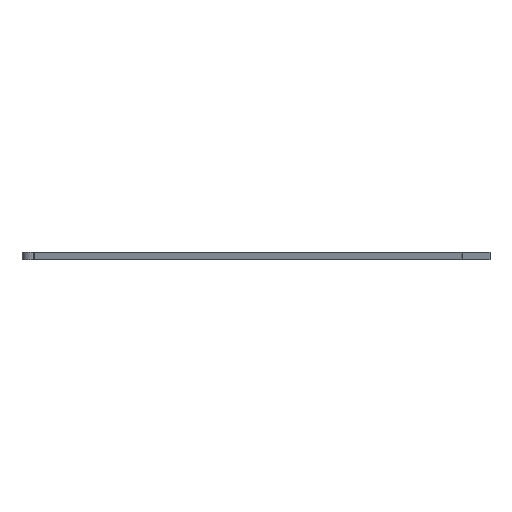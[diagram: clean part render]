
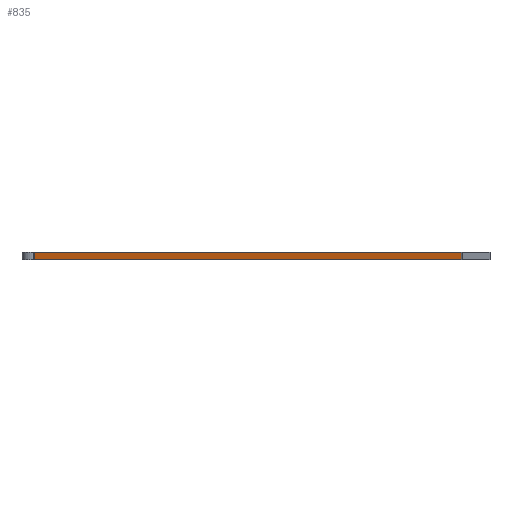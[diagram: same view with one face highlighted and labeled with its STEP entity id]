
A CAD part, left-side view. The second image highlights one B-rep face of the part: STEP entity #835.
In plain terms, the highlighted planar face has unit normal (-0.932, 0.363, 0).
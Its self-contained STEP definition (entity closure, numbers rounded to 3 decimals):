
#5 = VECTOR ( 'NONE', #1181, 1000. ) ;
#20 = EDGE_CURVE ( 'NONE', #1133, #734, #375, .T. ) ;
#26 = CARTESIAN_POINT ( 'NONE',  ( -1910.168, 653.618, 6. ) ) ;
#34 = AXIS2_PLACEMENT_3D ( 'NONE', #167, #172, #660 ) ;
#85 = PLANE ( 'NONE',  #34 ) ;
#88 = CARTESIAN_POINT ( 'NONE',  ( -1879.416, 732.518, 0. ) ) ;
#167 = CARTESIAN_POINT ( 'NONE',  ( -1879.416, 732.518, 6. ) ) ;
#172 = DIRECTION ( 'NONE',  ( 0.932, -0.363, 0. ) ) ;
#210 = ORIENTED_EDGE ( 'NONE', *, *, #816, .T. ) ;
#213 = LINE ( 'NONE', #88, #5 ) ;
#225 = CARTESIAN_POINT ( 'NONE',  ( -2047.812, 300.467, 6. ) ) ;
#228 = ORIENTED_EDGE ( 'NONE', *, *, #20, .F. ) ;
#287 = VECTOR ( 'NONE', #1213, 1000. ) ;
#355 = CARTESIAN_POINT ( 'NONE',  ( -2047.812, 300.467, 0. ) ) ;
#360 = CARTESIAN_POINT ( 'NONE',  ( -1910.168, 653.618, 6. ) ) ;
#370 = CARTESIAN_POINT ( 'NONE',  ( -2047.812, 300.467, 6. ) ) ;
#375 = LINE ( 'NONE', #370, #419 ) ;
#407 = ORIENTED_EDGE ( 'NONE', *, *, #685, .F. ) ;
#419 = VECTOR ( 'NONE', #1237, 1000. ) ;
#437 = CARTESIAN_POINT ( 'NONE',  ( -1879.416, 732.518, 6. ) ) ;
#660 = DIRECTION ( 'NONE',  ( 0.363, 0.932, 0. ) ) ;
#685 = EDGE_CURVE ( 'NONE', #1231, #1133, #838, .T. ) ;
#734 = VERTEX_POINT ( 'NONE', #355 ) ;
#769 = VECTOR ( 'NONE', #1134, 1000. ) ;
#816 = EDGE_CURVE ( 'NONE', #1231, #819, #844, .T. ) ;
#819 = VERTEX_POINT ( 'NONE', #1251 ) ;
#835 = ADVANCED_FACE ( 'NONE', ( #946 ), #85, .F. ) ;
#838 = LINE ( 'NONE', #437, #287 ) ;
#844 = LINE ( 'NONE', #360, #769 ) ;
#938 = EDGE_CURVE ( 'NONE', #819, #734, #213, .T. ) ;
#946 = FACE_OUTER_BOUND ( 'NONE', #1017, .T. ) ;
#1017 = EDGE_LOOP ( 'NONE', ( #1203, #228, #407, #210 ) ) ;
#1133 = VERTEX_POINT ( 'NONE', #225 ) ;
#1134 = DIRECTION ( 'NONE',  ( 0., 0., -1. ) ) ;
#1181 = DIRECTION ( 'NONE',  ( -0.363, -0.932, 0. ) ) ;
#1203 = ORIENTED_EDGE ( 'NONE', *, *, #938, .T. ) ;
#1213 = DIRECTION ( 'NONE',  ( -0.363, -0.932, 0. ) ) ;
#1231 = VERTEX_POINT ( 'NONE', #26 ) ;
#1237 = DIRECTION ( 'NONE',  ( 0., 0., -1. ) ) ;
#1251 = CARTESIAN_POINT ( 'NONE',  ( -1910.168, 653.618, 0. ) ) ;
